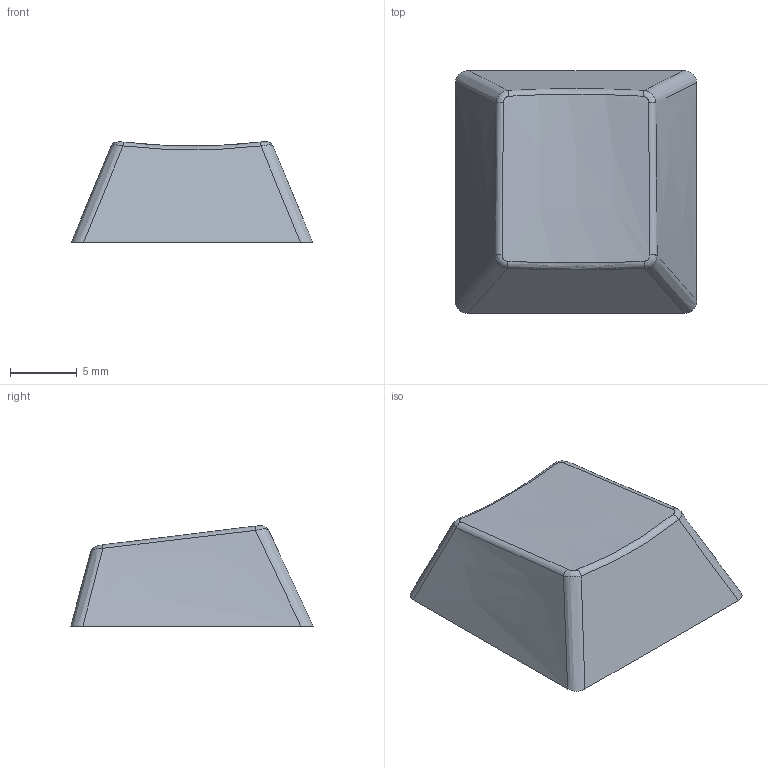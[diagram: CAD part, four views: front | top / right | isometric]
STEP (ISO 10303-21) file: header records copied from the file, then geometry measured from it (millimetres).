
FILE_DESCRIPTION(('CATIA V5 STEP Exchange'),'2;1');
FILE_NAME('OE Cherry 1U.stp','2018-11-05T16:23:14+00:00',('none'),('none'),'CATIA Version 5 Release 19 SP 2 (IN-10)','CATIA V5 STEP AP203','none');
FILE_SCHEMA(('CONFIG_CONTROL_DESIGN'));
Length unit declared in the file: millimetre
Products named in the file (1): OE Cherry 1U
Bounding box: 18.1 x 18.2 x 7.54 mm (x, y, z)
Volume: 745.7 mm3; surface area: 1294.8 mm2
Topology: 1 solids, 1 shells, 57 faces, 151 edges, 98 vertices
Faces by surface type: plane 35, bspline 20, cylinder 2
Entity records: 2705 total; most frequent: CARTESIAN_POINT 1517, ORIENTED_EDGE 302, EDGE_CURVE 151, DIRECTION 121, VERTEX_POINT 98, VECTOR 73, LINE 73, B_SPLINE_CURVE_WITH_KNOTS 70
